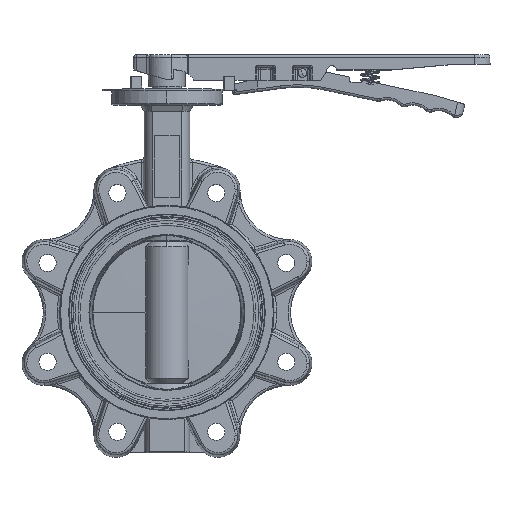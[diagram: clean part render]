
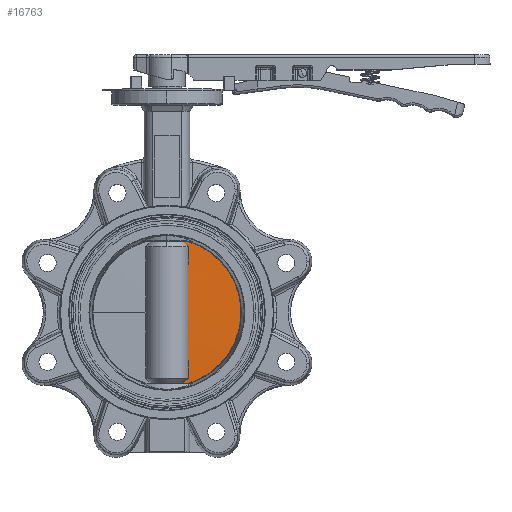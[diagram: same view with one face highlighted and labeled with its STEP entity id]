
A CAD part, top view. The second image highlights one B-rep face of the part: STEP entity #16763.
In plain terms, the highlighted conical face has half-angle 88.82 degrees and reference radius 48548.9 mm.
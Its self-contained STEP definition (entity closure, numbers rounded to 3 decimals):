
#542 = CARTESIAN_POINT ( 'NONE',  ( 16.826, 57.75, 3.25 ) ) ;
#707 = CARTESIAN_POINT ( 'NONE',  ( 14.291, 56.338, 3.292 ) ) ;
#908 = DIRECTION ( 'NONE',  ( 0., 0., -1. ) ) ;
#953 = CARTESIAN_POINT ( 'NONE',  ( 12.84, 57.75, 3.27 ) ) ;
#1096 = CARTESIAN_POINT ( 'NONE',  ( 15.737, 54.92, 3.313 ) ) ;
#1303 = B_SPLINE_CURVE_WITH_KNOTS ( 'NONE', 3,
 ( #34017, #13278, #4823, #19315, #16667, #4576, #27778, #24894, #28158, #7465, #19090, #13646, #30840, #1807 ),
 .UNSPECIFIED., .F., .F.,
 ( 4, 2, 2, 2, 2, 2, 4 ),
 ( 0.01, 0.037, 0.051, 0.064, 0.077, 0.091, 0.117 ),
 .UNSPECIFIED. ) ;
#1807 = CARTESIAN_POINT ( 'NONE',  ( 17.18, -53.5, 3.332 ) ) ;
#2593 = CARTESIAN_POINT ( 'NONE',  ( 12.84, 57.75, 3.27 ) ) ;
#3995 = CARTESIAN_POINT ( 'NONE',  ( 17.18, 53.5, 3.332 ) ) ;
#4372 = CARTESIAN_POINT ( 'NONE',  ( 12.84, -57.75, 3.27 ) ) ;
#4576 = CARTESIAN_POINT ( 'NONE',  ( 17.013, 8.911, 4.1 ) ) ;
#4622 = VERTEX_POINT ( 'NONE', #7988 ) ;
#4823 = CARTESIAN_POINT ( 'NONE',  ( 17.109, 35.665, 3.68 ) ) ;
#5978 = VERTEX_POINT ( 'NONE', #2593 ) ;
#6117 = CARTESIAN_POINT ( 'NONE',  ( 17.18, -53.5, 3.332 ) ) ;
#6802 = EDGE_CURVE ( 'NONE', #20478, #33533, #19202, .T. ) ;
#7043 = EDGE_CURVE ( 'NONE', #4622, #20478, #1303, .T. ) ;
#7119 = CARTESIAN_POINT ( 'NONE',  ( 16.826, -57.75, 3.25 ) ) ;
#7465 = CARTESIAN_POINT ( 'NONE',  ( 17.04, -17.838, 3.986 ) ) ;
#7988 = CARTESIAN_POINT ( 'NONE',  ( 17.18, 53.5, 3.332 ) ) ;
#8408 = DIRECTION ( 'NONE',  ( -1., 0., 0. ) ) ;
#9127 = CARTESIAN_POINT ( 'NONE',  ( 15.497, 57.75, 3.258 ) ) ;
#11623 = CARTESIAN_POINT ( 'NONE',  ( 12.84, -57.75, 3.27 ) ) ;
#12535 = CARTESIAN_POINT ( 'NONE',  ( 12.84, 57.75, 3.27 ) ) ;
#13117 = EDGE_CURVE ( 'NONE', #28961, #17072, #21494, .T. ) ;
#13278 = CARTESIAN_POINT ( 'NONE',  ( 17.146, 44.582, 3.507 ) ) ;
#13646 = CARTESIAN_POINT ( 'NONE',  ( 17.109, -35.669, 3.68 ) ) ;
#13875 = AXIS2_PLACEMENT_3D ( 'NONE', #37344, #34834, #8408 ) ;
#14502 = CARTESIAN_POINT ( 'NONE',  ( 14.169, -57.75, 3.264 ) ) ;
#15793 = DIRECTION ( 'NONE',  ( -1., 0., 0. ) ) ;
#16667 = CARTESIAN_POINT ( 'NONE',  ( 17.04, 17.829, 3.986 ) ) ;
#16763 = ADVANCED_FACE ( 'NONE', ( #21698 ), #23041, .T. ) ;
#17072 = VERTEX_POINT ( 'NONE', #7119 ) ;
#17483 = CARTESIAN_POINT ( 'NONE',  ( 12.84, -57.75, 3.27 ) ) ;
#17599 = EDGE_LOOP ( 'NONE', ( #35455, #32828, #36081, #29843, #22194, #24615 ) ) ;
#19090 = CARTESIAN_POINT ( 'NONE',  ( 17.057, -22.296, 3.913 ) ) ;
#19202 = B_SPLINE_CURVE_WITH_KNOTS ( 'NONE', 3,
 ( #6117, #32146, #34564, #17483 ),
 .UNSPECIFIED., .F., .F.,
 ( 4, 4 ),
 ( 0., 0.006 ),
 .UNSPECIFIED. ) ;
#19315 = CARTESIAN_POINT ( 'NONE',  ( 17.057, 22.288, 3.913 ) ) ;
#19901 = CARTESIAN_POINT ( 'NONE',  ( 16.826, 57.75, 3.25 ) ) ;
#20478 = VERTEX_POINT ( 'NONE', #21151 ) ;
#21151 = CARTESIAN_POINT ( 'NONE',  ( 17.18, -53.5, 3.332 ) ) ;
#21494 = CIRCLE ( 'NONE', #34880, 60.151 ) ;
#21698 = FACE_OUTER_BOUND ( 'NONE', #17599, .T. ) ;
#22194 = ORIENTED_EDGE ( 'NONE', *, *, #6802, .T. ) ;
#23041 = CONICAL_SURFACE ( 'NONE', #13875, 48548.88, 1.55 ) ;
#23298 = EDGE_CURVE ( 'NONE', #5978, #4622, #35525, .T. ) ;
#23473 = CARTESIAN_POINT ( 'NONE',  ( 16.826, -57.75, 3.25 ) ) ;
#23567 = EDGE_CURVE ( 'NONE', #33533, #17072, #35025, .T. ) ;
#24398 = CARTESIAN_POINT ( 'NONE',  ( 0., 0., 3.25 ) ) ;
#24615 = ORIENTED_EDGE ( 'NONE', *, *, #23567, .T. ) ;
#24894 = CARTESIAN_POINT ( 'NONE',  ( 17.004, -4.464, 4.139 ) ) ;
#26707 = EDGE_CURVE ( 'NONE', #28961, #5978, #30911, .T. ) ;
#27778 = CARTESIAN_POINT ( 'NONE',  ( 17.004, 4.453, 4.139 ) ) ;
#28158 = CARTESIAN_POINT ( 'NONE',  ( 17.013, -8.922, 4.1 ) ) ;
#28961 = VERTEX_POINT ( 'NONE', #19901 ) ;
#29843 = ORIENTED_EDGE ( 'NONE', *, *, #7043, .T. ) ;
#30840 = CARTESIAN_POINT ( 'NONE',  ( 17.146, -44.585, 3.507 ) ) ;
#30911 = B_SPLINE_CURVE_WITH_KNOTS ( 'NONE', 3,
 ( #542, #9127, #35311, #12535 ),
 .UNSPECIFIED., .F., .F.,
 ( 4, 4 ),
 ( 0.015, 0.019 ),
 .UNSPECIFIED. ) ;
#32146 = CARTESIAN_POINT ( 'NONE',  ( 15.737, -54.92, 3.313 ) ) ;
#32828 = ORIENTED_EDGE ( 'NONE', *, *, #26707, .T. ) ;
#33533 = VERTEX_POINT ( 'NONE', #4372 ) ;
#34017 = CARTESIAN_POINT ( 'NONE',  ( 17.18, 53.5, 3.332 ) ) ;
#34564 = CARTESIAN_POINT ( 'NONE',  ( 14.291, -56.338, 3.292 ) ) ;
#34834 = DIRECTION ( 'NONE',  ( 0., 0., -1. ) ) ;
#34880 = AXIS2_PLACEMENT_3D ( 'NONE', #24398, #908, #15793 ) ;
#35025 = B_SPLINE_CURVE_WITH_KNOTS ( 'NONE', 3,
 ( #11623, #14502, #35138, #23473 ),
 .UNSPECIFIED., .F., .F.,
 ( 4, 4 ),
 ( 0.018, 0.022 ),
 .UNSPECIFIED. ) ;
#35138 = CARTESIAN_POINT ( 'NONE',  ( 15.497, -57.75, 3.258 ) ) ;
#35311 = CARTESIAN_POINT ( 'NONE',  ( 14.169, 57.75, 3.264 ) ) ;
#35455 = ORIENTED_EDGE ( 'NONE', *, *, #13117, .F. ) ;
#35525 = B_SPLINE_CURVE_WITH_KNOTS ( 'NONE', 3,
 ( #953, #707, #1096, #3995 ),
 .UNSPECIFIED., .F., .F.,
 ( 4, 4 ),
 ( 0.001, 0.007 ),
 .UNSPECIFIED. ) ;
#36081 = ORIENTED_EDGE ( 'NONE', *, *, #23298, .T. ) ;
#37344 = CARTESIAN_POINT ( 'NONE',  ( 0., 0., -995.511 ) ) ;
